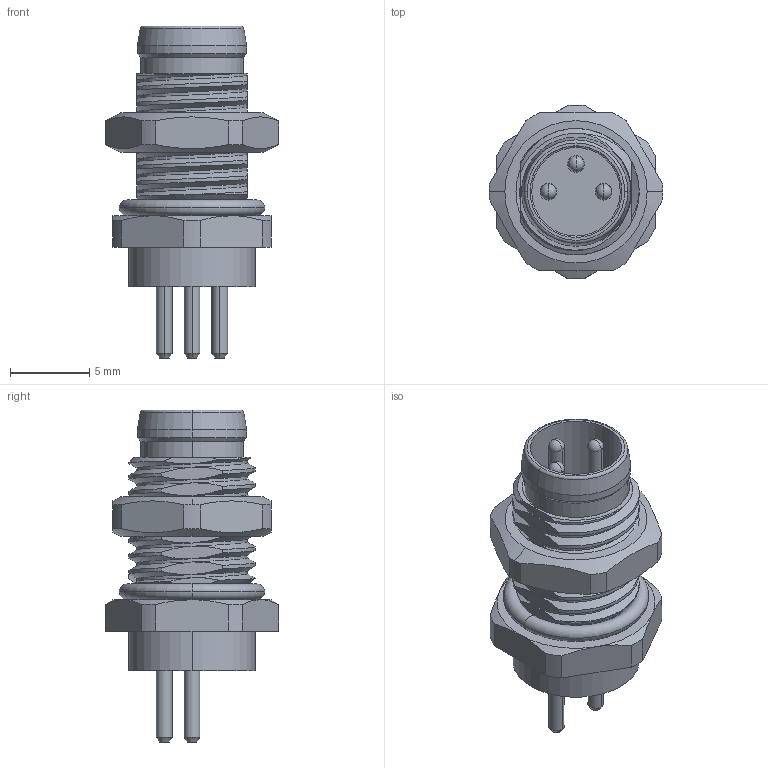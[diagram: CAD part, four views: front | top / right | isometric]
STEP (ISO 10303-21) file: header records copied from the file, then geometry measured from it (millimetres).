
FILE_DESCRIPTION((''),'2;1');
FILE_NAME('PRT00012233_3','2025-09-23T',('gongcheng16'),(''),'PRO/ENGINEER BY PARAMETRIC TECHNOLOGY CORPORATION, 2010280','PRO/ENGINEER BY PARAMETRIC TECHNOLOGY CORPORATION, 2010280','');
FILE_SCHEMA(('CONFIG_CONTROL_DESIGN'));
Length unit declared in the file: millimetre
Products named in the file (1): PRT00012233_3
Bounding box: 11 x 10.99 x 21 mm (x, y, z)
Volume: 233.5 mm3; surface area: 2078.8 mm2
Topology: 1 solids, 8 shells, 340 faces, 792 edges, 490 vertices
Faces by surface type: cylinder 117, plane 108, cone 54, bspline 43, torus 12, sphere 6
Entity records: 17655 total; most frequent: CARTESIAN_POINT 10169, ORIENTED_EDGE 1572, DIRECTION 1472, EDGE_CURVE 786, AXIS2_PLACEMENT_3D 590, VERTEX_POINT 490, EDGE_LOOP 380, FACE_OUTER_BOUND 340
